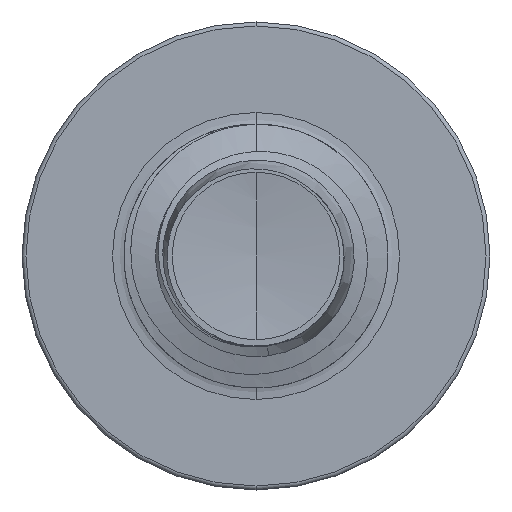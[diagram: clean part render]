
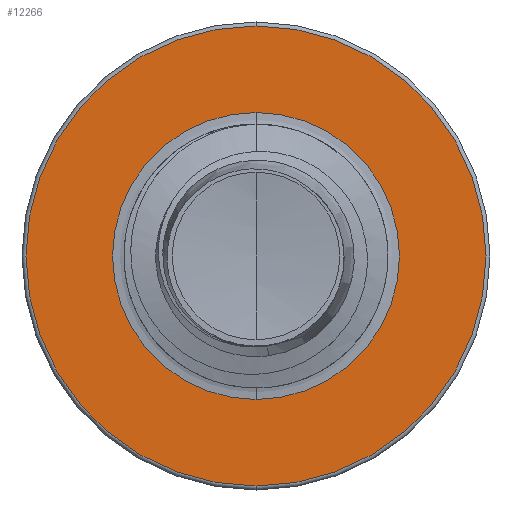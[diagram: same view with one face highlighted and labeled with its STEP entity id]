
A CAD part, front view. The second image highlights one B-rep face of the part: STEP entity #12266.
In plain terms, the highlighted planar face has unit normal (0, -1, 0).
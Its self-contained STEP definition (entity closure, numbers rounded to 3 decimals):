
#23 = FACE_OUTER_BOUND ( 'NONE', #2023, .T. ) ;
#569 = VERTEX_POINT ( 'NONE', #3016 ) ;
#925 = CIRCLE ( 'NONE', #4942, 1.917 ) ;
#1033 = AXIS2_PLACEMENT_3D ( 'NONE', #8108, #8072, #8064 ) ;
#1150 = AXIS2_PLACEMENT_3D ( 'NONE', #9471, #9304, #9245 ) ;
#1185 = CARTESIAN_POINT ( 'NONE',  ( 0., 4., 1.917 ) ) ;
#1713 = DIRECTION ( 'NONE',  ( 0., 1., 0. ) ) ;
#1986 = DIRECTION ( 'NONE',  ( 0., 0., 1. ) ) ;
#2023 = EDGE_LOOP ( 'NONE', ( #9023, #12065 ) ) ;
#2029 = DIRECTION ( 'NONE',  ( 0., 1., 0. ) ) ;
#2043 = CARTESIAN_POINT ( 'NONE',  ( 0., 4., 0. ) ) ;
#2090 = VERTEX_POINT ( 'NONE', #11231 ) ;
#2971 = DIRECTION ( 'NONE',  ( 0., 1., 0. ) ) ;
#3016 = CARTESIAN_POINT ( 'NONE',  ( 0., 4., -1.196 ) ) ;
#3245 = CIRCLE ( 'NONE', #1033, 1.196 ) ;
#3428 = EDGE_LOOP ( 'NONE', ( #6044, #12378 ) ) ;
#3868 = EDGE_CURVE ( 'NONE', #2090, #569, #4519, .T. ) ;
#4519 = CIRCLE ( 'NONE', #1150, 1.196 ) ;
#4942 = AXIS2_PLACEMENT_3D ( 'NONE', #2043, #2029, #1986 ) ;
#5321 = EDGE_CURVE ( 'NONE', #11666, #8358, #925, .T. ) ;
#5628 = EDGE_CURVE ( 'NONE', #569, #2090, #3245, .T. ) ;
#6036 = CIRCLE ( 'NONE', #11340, 1.917 ) ;
#6044 = ORIENTED_EDGE ( 'NONE', *, *, #3868, .T. ) ;
#8064 = DIRECTION ( 'NONE',  ( 0., 0., 1. ) ) ;
#8072 = DIRECTION ( 'NONE',  ( 0., 1., 0. ) ) ;
#8108 = CARTESIAN_POINT ( 'NONE',  ( 0., 4., 0. ) ) ;
#8358 = VERTEX_POINT ( 'NONE', #1185 ) ;
#9023 = ORIENTED_EDGE ( 'NONE', *, *, #13190, .F. ) ;
#9245 = DIRECTION ( 'NONE',  ( 0., 0., 1. ) ) ;
#9304 = DIRECTION ( 'NONE',  ( 0., 1., 0. ) ) ;
#9409 = CARTESIAN_POINT ( 'NONE',  ( 0., 4., 0. ) ) ;
#9471 = CARTESIAN_POINT ( 'NONE',  ( 0., 4., 0. ) ) ;
#9919 = FACE_BOUND ( 'NONE', #3428, .T. ) ;
#10557 = DIRECTION ( 'NONE',  ( 0., 0., 1. ) ) ;
#10834 = CARTESIAN_POINT ( 'NONE',  ( 0., 4., -1.917 ) ) ;
#11231 = CARTESIAN_POINT ( 'NONE',  ( 0., 4., 1.196 ) ) ;
#11340 = AXIS2_PLACEMENT_3D ( 'NONE', #9409, #1713, #10557 ) ;
#11408 = CARTESIAN_POINT ( 'NONE',  ( 0., 4., -1.196 ) ) ;
#11620 = DIRECTION ( 'NONE',  ( 0., 0., 1. ) ) ;
#11666 = VERTEX_POINT ( 'NONE', #10834 ) ;
#12065 = ORIENTED_EDGE ( 'NONE', *, *, #5321, .F. ) ;
#12266 = ADVANCED_FACE ( 'NONE', ( #23, #9919 ), #12637, .F. ) ;
#12378 = ORIENTED_EDGE ( 'NONE', *, *, #5628, .T. ) ;
#12637 = PLANE ( 'NONE',  #15442 ) ;
#13190 = EDGE_CURVE ( 'NONE', #8358, #11666, #6036, .T. ) ;
#15442 = AXIS2_PLACEMENT_3D ( 'NONE', #11408, #2971, #11620 ) ;
